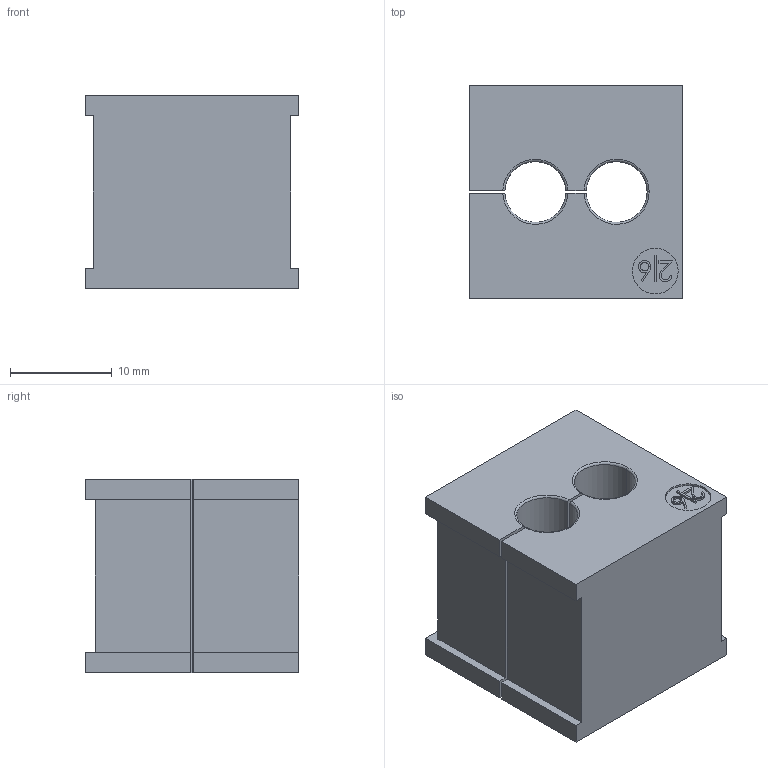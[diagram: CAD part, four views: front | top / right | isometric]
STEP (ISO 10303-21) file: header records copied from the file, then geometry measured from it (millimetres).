
FILE_DESCRIPTION(('STEP AP242'),'1');
FILE_NAME('41201.stp','2020-06-03T11:39:19',('TraceParts'),('TraceParts S.A.'),'Spatial InterOp 3D',' ',' ');
FILE_SCHEMA(('AP242_MANAGED_MODEL_BASED_3D_ENGINEERING_MIM_LF {1 0 10303 442 1 1 4}'));
Length unit declared in the file: millimetre
Products named in the file (1): 41201
Bounding box: 21 x 21 x 19 mm (x, y, z)
Volume: 6471.6 mm3; surface area: 3277.6 mm2
Topology: 1 solids, 1 shells, 69 faces, 182 edges, 121 vertices
Faces by surface type: plane 42, bspline 15, cylinder 8, torus 4
Entity records: 2996 total; most frequent: CARTESIAN_POINT 1362, ORIENTED_EDGE 364, DIRECTION 277, EDGE_CURVE 182, LINE 125, VECTOR 125, VERTEX_POINT 121, AXIS2_PLACEMENT_3D 76
